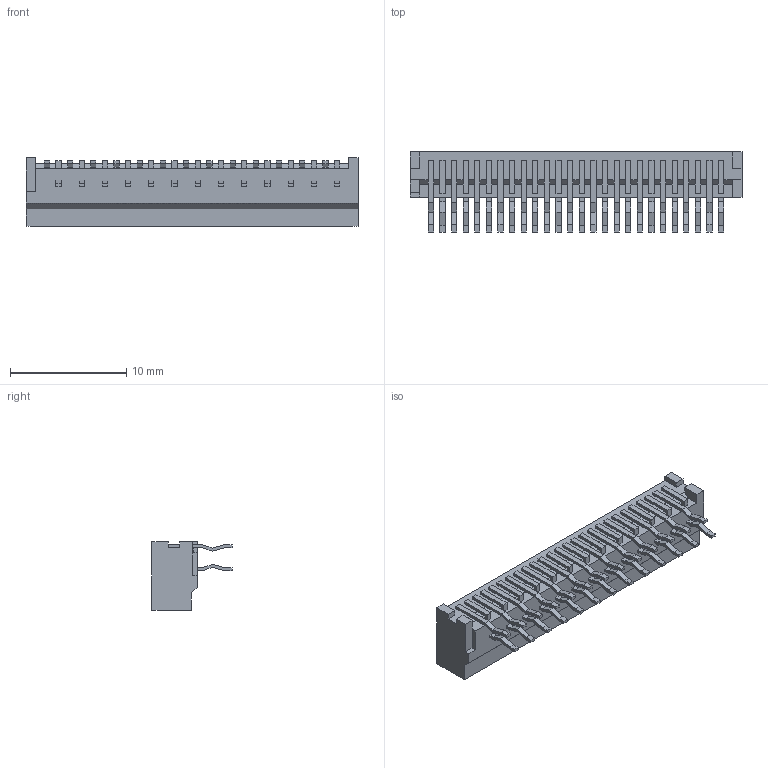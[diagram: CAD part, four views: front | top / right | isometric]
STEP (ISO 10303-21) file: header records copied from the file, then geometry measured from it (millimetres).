
FILE_DESCRIPTION((''),'2;1');
FILE_NAME('HLW_R-2C7_LF','2008-04-04T',('gohd'),('FCI - CDC Division'),'PRO/ENGINEER BY PARAMETRIC TECHNOLOGY CORPORATION, 2006020','PRO/ENGINEER BY PARAMETRIC TECHNOLOGY CORPORATION, 2006020','');
FILE_SCHEMA(('CONFIG_CONTROL_DESIGN'));
Length unit declared in the file: millimetre
Products named in the file (1): HLW_R-2C7_LF
Bounding box: 28.6 x 6.9 x 5.9 mm (x, y, z)
Volume: 529.6 mm3; surface area: 991.9 mm2
Topology: 1 solids, 1 shells, 556 faces, 1532 edges, 1005 vertices
Faces by surface type: plane 553, cylinder 3
Entity records: 17343 total; most frequent: CARTESIAN_POINT 3100, ORIENTED_EDGE 3064, DIRECTION 2648, EDGE_CURVE 1532, VECTOR 1524, LINE 1524, VERTEX_POINT 1005, EDGE_LOOP 609
